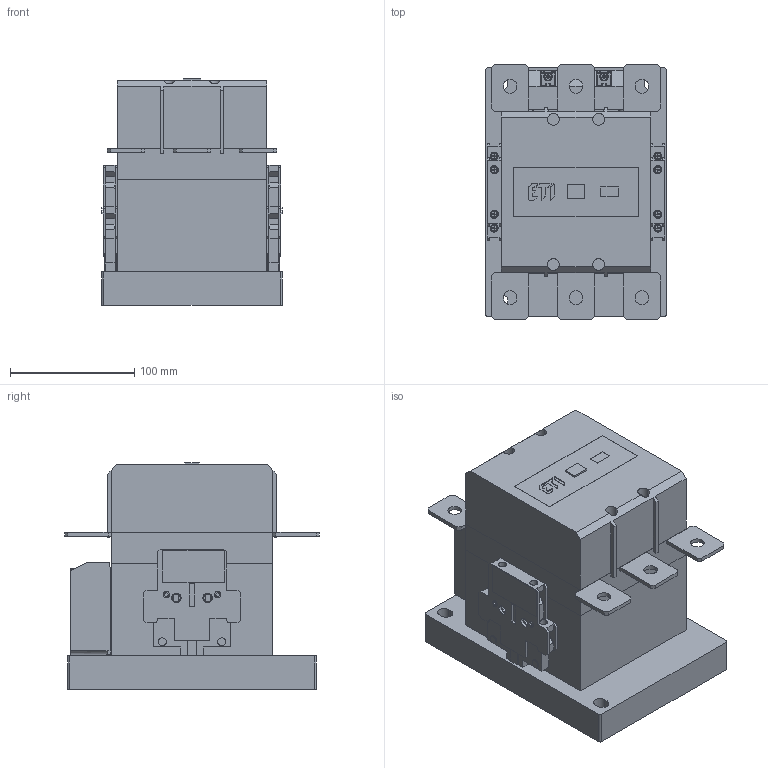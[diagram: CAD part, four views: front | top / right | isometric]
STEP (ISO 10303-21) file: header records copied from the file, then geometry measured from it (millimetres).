
FILE_DESCRIPTION((''),'2;1');
FILE_NAME('CEM_250E_ASM','2021-06-11T',('marketing.praksa'),('Audax d.o.o.'),'CREO PARAMETRIC BY PTC INC, 2017480','CREO PARAMETRIC BY PTC INC, 2017480','');
FILE_SCHEMA(('AUTOMOTIVE_DESIGN { 1 0 10303 214 1 1 1 1 }'));
Products named in the file (26): CWM250___300E_3_1_1; CWM250___300E_4_1_1; CWM250___300E_5_1_1; CWM250___300E_6_1_1; CWM250___300E_8_1_1; CWM250___300E_7_1_1; CWM250___300E_9_1_1; CWM250___300E_10_1_1; CWM250___300E_11_1_1; CWM250___300E_12_1_1; CWM250___300E_15_1_1; CWM250___300E_18_1_1; CWM250___300E_20_1_1; CWM250___300E_21_1_1; CWM250___300E_22_1_1; BODYWITHLOGO_1_1; PRT0107_1_1_1; PRT0107_1_2_1; PRT0107_1_3_1; PRT0107_1_4_1; PRT0107_1_5_1; PRT0107_1_6_1; ETI_LOGO_1_1_1_1_1_1_1_2_3_4__3; ETI_LOGO_2_1_1_1_1_1_1_2_3_4__3; ETI_LOGO_3_1_1_1_1_1_1_2_3_4__3; CEM_250E_ASM
Assembly tree (25 placements, depth 2):
  CEM_250E_ASM
    CWM250___300E_3_1_1
    CWM250___300E_4_1_1
    CWM250___300E_5_1_1
    CWM250___300E_6_1_1
    CWM250___300E_8_1_1
    CWM250___300E_7_1_1
    CWM250___300E_9_1_1
    CWM250___300E_10_1_1
    CWM250___300E_11_1_1
    CWM250___300E_12_1_1
    CWM250___300E_15_1_1
    CWM250___300E_18_1_1
    CWM250___300E_20_1_1
    CWM250___300E_21_1_1
    CWM250___300E_22_1_1
    BODYWITHLOGO_1_1
    PRT0107_1_1_1
    PRT0107_1_2_1
    PRT0107_1_3_1
    PRT0107_1_4_1
    PRT0107_1_5_1
    PRT0107_1_6_1
    ETI_LOGO_1_1_1_1_1_1_1_2_3_4__3
    ETI_LOGO_2_1_1_1_1_1_1_2_3_4__3
    ETI_LOGO_3_1_1_1_1_1_1_2_3_4__3
Bounding box: 145.1 x 205 x 182.45 mm (x, y, z)
Volume: 3315482.7 mm3; surface area: 315534.6 mm2
Topology: 23 solids, 25 shells, 2378 faces, 6420 edges, 4142 vertices
Faces by surface type: plane 1623, cylinder 479, cone 140, bspline 60, sphere 40, torus 36
Entity records: 116473 total; most frequent: CARTESIAN_POINT 19229, ORIENTED_EDGE 12742, DIRECTION 12095, PRESENTATION_STYLE_ASSIGNMENT 8783, STYLED_ITEM 8783, CURVE_STYLE 6380, EDGE_CURVE 6380, VECTOR 4175
